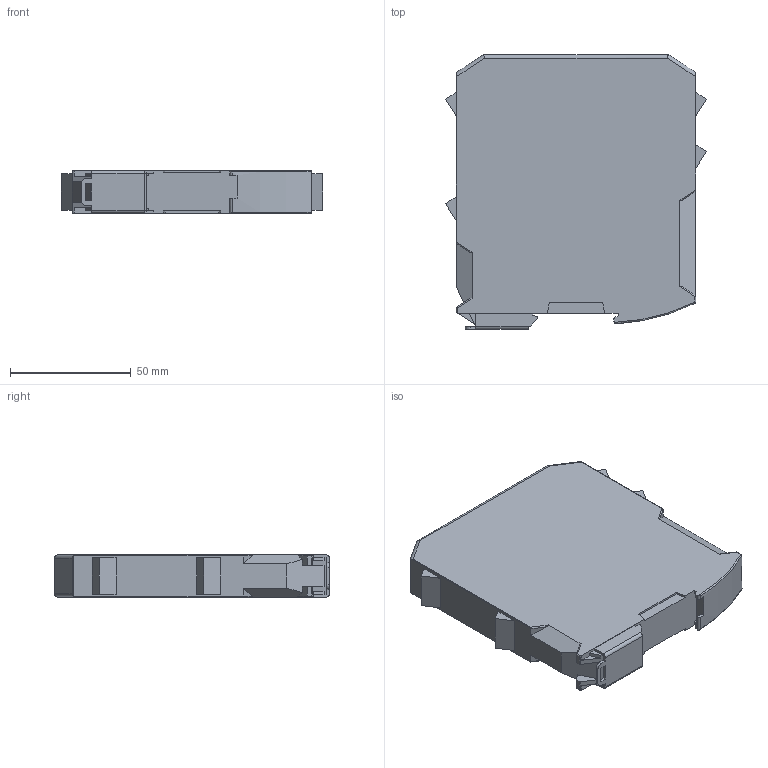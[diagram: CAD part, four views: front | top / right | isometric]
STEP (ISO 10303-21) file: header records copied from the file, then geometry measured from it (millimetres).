
FILE_DESCRIPTION (( 'STEP AP214' ), '1' );
FILE_NAME ('9182-10-51-11S.STEP', '2021-04-20T13:16:06', ( '' ), ( '' ), 'SwSTEP 2.0', 'SolidWorks 2021', '' );
FILE_SCHEMA (( 'AUTOMOTIVE_DESIGN' ));
Length unit declared in the file: inch
Products named in the file (1): 9182-10-51-11S
Bounding box: 107.98 x 113.6 x 17.6 mm (x, y, z)
Volume: 187077 mm3; surface area: 29493.9 mm2
Topology: 1 solids, 5 shells, 175 faces, 470 edges, 309 vertices
Faces by surface type: plane 121, cylinder 52, torus 2
Entity records: 6035 total; most frequent: CARTESIAN_POINT 1788, ORIENTED_EDGE 940, DIRECTION 752, EDGE_CURVE 470, VECTOR 362, LINE 362, VERTEX_POINT 309, AXIS2_PLACEMENT_3D 195
